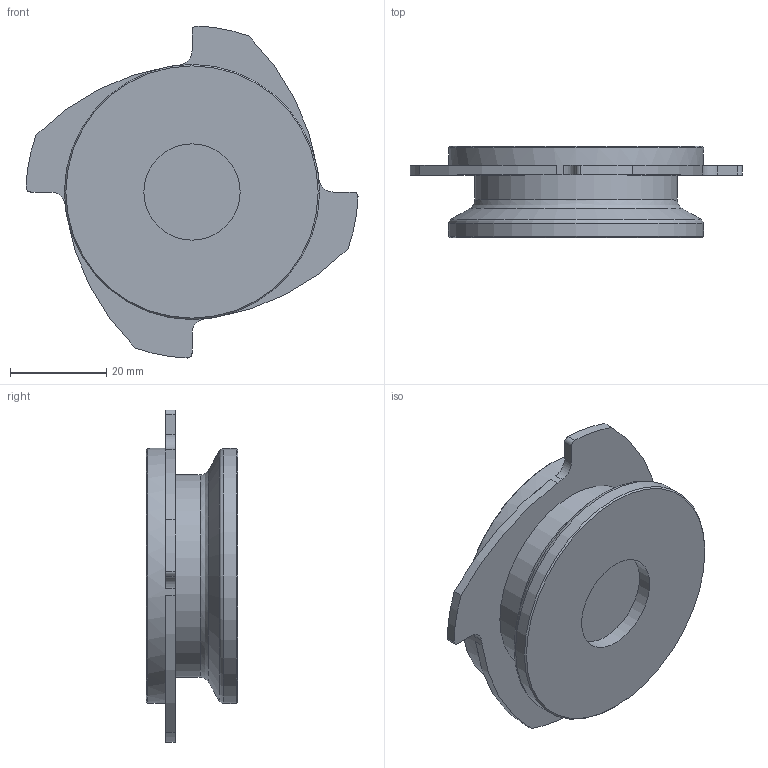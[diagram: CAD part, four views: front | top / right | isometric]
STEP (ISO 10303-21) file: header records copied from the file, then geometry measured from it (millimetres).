
FILE_DESCRIPTION((''),'2;1');
FILE_NAME('ckf3m-020-wafer-00.stp','2009-11-18T10:31:53',('nakaot'),(''),'Autodesk Inventor 2008','Autodesk Inventor 2008','');
FILE_SCHEMA(('AUTOMOTIVE_DESIGN { 1 0 10303 214 1 1 1 1 }'));
Length unit declared in the file: millimetre
Products named in the file (1): ckf3m-020-wafer-00
Bounding box: 68.97 x 19 x 68.97 mm (x, y, z)
Volume: 33208.9 mm3; surface area: 10438.1 mm2
Topology: 1 solids, 1 shells, 39 faces, 96 edges, 62 vertices
Faces by surface type: cylinder 21, plane 13, cone 3, bspline 1, torus 1
Full cylindrical faces by diameter (mm): 20 x1, 33 x1, 42 x1, 53 x2
Entity records: 1182 total; most frequent: CARTESIAN_POINT 230, DIRECTION 216, ORIENTED_EDGE 170, AXIS2_PLACEMENT_3D 92, EDGE_CURVE 85, VERTEX_POINT 61, CIRCLE 53, EDGE_LOOP 52
